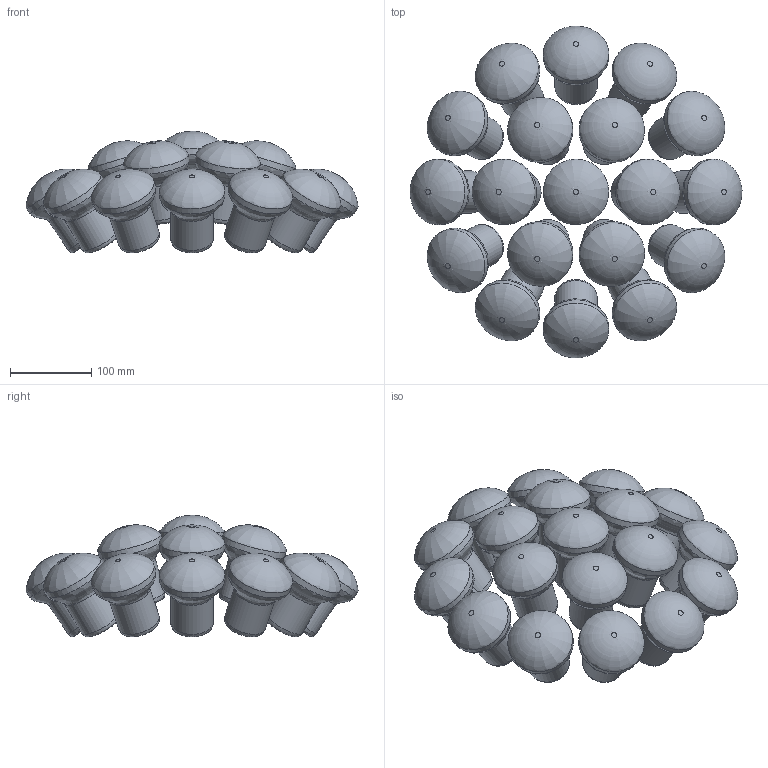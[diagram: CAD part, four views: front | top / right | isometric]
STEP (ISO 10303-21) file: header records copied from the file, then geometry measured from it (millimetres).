
FILE_DESCRIPTION(/* description */ (''),/* implementation_level */ '2;1');
FILE_NAME(/* name */ 'PMT Array v1.step',/* time_stamp */ '2023-03-15T13:09:48-04:00',/* author */ (''),/* organization */ (''),/* preprocessor_version */ 'ST-DEVELOPER v19.2',/* originating_system */ 'Autodesk Translation Framework v11.17.0.187',/* authorisation */ '');
FILE_SCHEMA (('AUTOMOTIVE_DESIGN { 1 0 10303 214 3 1 1 }'));
Length unit declared in the file: millimetre
Products named in the file (2): PMT Array; Hollow PMT rev 2
Assembly tree (19 placements, depth 2):
  PMT Array
    Hollow PMT rev 2  x19
Bounding box: 407.96 x 407.96 x 149.33 mm (x, y, z)
Volume: 854718.3 mm3; surface area: 854837.8 mm2
Topology: 19 solids, 38 shells, 285 faces, 608 edges, 399 vertices
Faces by surface type: bspline 133, plane 76, cylinder 76
Full cylindrical faces by diameter (mm): 48.176 x19, 52.176 x19, 76.27 x19, 80.27 x19
Entity records: 3880 total; most frequent: CARTESIAN_POINT 3401, DIRECTION 100, ORIENTED_EDGE 64, AXIS2_PLACEMENT_3D 48, EDGE_CURVE 32, VERTEX_POINT 21, PRODUCT_DEFINITION_SHAPE 21, ITEM_DEFINED_TRANSFORMATION 19
